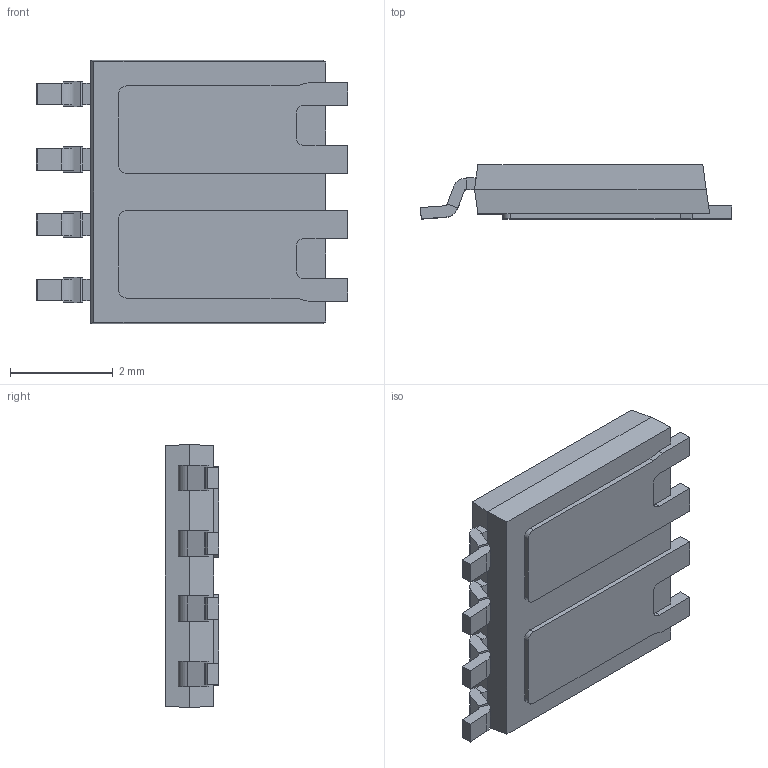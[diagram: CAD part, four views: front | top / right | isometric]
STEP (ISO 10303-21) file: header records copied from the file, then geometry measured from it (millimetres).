
FILE_DESCRIPTION (( 'STEP AP214' ), '1' );
FILE_NAME ('SOT1205.STEP', '2020-09-27T14:58:22', ( '' ), ( '' ), 'SwSTEP 2.0', 'SolidWorks 2017', '' );
FILE_SCHEMA (( 'AUTOMOTIVE_DESIGN' ));
Length unit declared in the file: millimetre
Products named in the file (1): SOT1205
Bounding box: 6.05 x 1.05 x 5.12 mm (x, y, z)
Volume: 23.7 mm3; surface area: 110.1 mm2
Topology: 8 solids, 8 shells, 164 faces, 407 edges, 260 vertices
Faces by surface type: plane 128, cylinder 36
Entity records: 4888 total; most frequent: CARTESIAN_POINT 832, ORIENTED_EDGE 814, DIRECTION 809, EDGE_CURVE 407, LINE 335, VECTOR 335, VERTEX_POINT 260, AXIS2_PLACEMENT_3D 237
